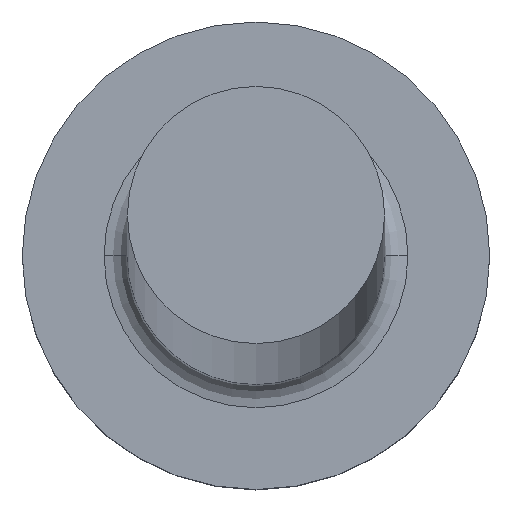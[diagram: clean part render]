
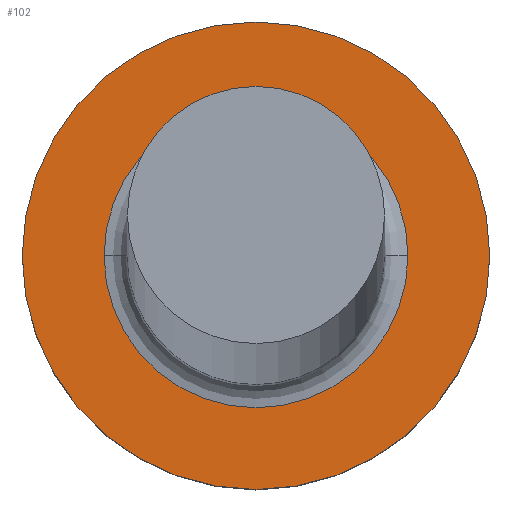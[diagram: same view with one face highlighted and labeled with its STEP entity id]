
A CAD part, top view. The second image highlights one B-rep face of the part: STEP entity #102.
In plain terms, the highlighted planar face has unit normal (0, 0, 1).
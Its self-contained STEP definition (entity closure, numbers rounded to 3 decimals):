
#13 = VERTEX_POINT ( 'NONE', #258 ) ;
#17 = VERTEX_POINT ( 'NONE', #67 ) ;
#19 = DIRECTION ( 'NONE',  ( 1., 0., 0. ) ) ;
#25 = CARTESIAN_POINT ( 'NONE',  ( 0., 0., 2. ) ) ;
#31 = CARTESIAN_POINT ( 'NONE',  ( 1.3, 0., 2. ) ) ;
#33 = ORIENTED_EDGE ( 'NONE', *, *, #232, .T. ) ;
#47 = FACE_OUTER_BOUND ( 'NONE', #132, .T. ) ;
#67 = CARTESIAN_POINT ( 'NONE',  ( -2., 0., 2. ) ) ;
#70 = PLANE ( 'NONE',  #91 ) ;
#71 = CIRCLE ( 'NONE', #179, 2. ) ;
#79 = EDGE_CURVE ( 'NONE', #302, #285, #262, .T. ) ;
#82 = EDGE_LOOP ( 'NONE', ( #153, #128 ) ) ;
#88 = CARTESIAN_POINT ( 'NONE',  ( 0., 0., 2. ) ) ;
#91 = AXIS2_PLACEMENT_3D ( 'NONE', #88, #159, #281 ) ;
#97 = EDGE_CURVE ( 'NONE', #13, #17, #71, .T. ) ;
#102 = ADVANCED_FACE ( 'NONE', ( #263, #47 ), #70, .T. ) ;
#103 = CIRCLE ( 'NONE', #141, 1.3 ) ;
#116 = AXIS2_PLACEMENT_3D ( 'NONE', #299, #187, #19 ) ;
#123 = DIRECTION ( 'NONE',  ( 0., 0., -1. ) ) ;
#128 = ORIENTED_EDGE ( 'NONE', *, *, #211, .T. ) ;
#131 = ORIENTED_EDGE ( 'NONE', *, *, #97, .T. ) ;
#132 = EDGE_LOOP ( 'NONE', ( #33, #131 ) ) ;
#141 = AXIS2_PLACEMENT_3D ( 'NONE', #166, #123, #146 ) ;
#146 = DIRECTION ( 'NONE',  ( 1., 0., 0. ) ) ;
#153 = ORIENTED_EDGE ( 'NONE', *, *, #79, .T. ) ;
#159 = DIRECTION ( 'NONE',  ( 0., 0., 1. ) ) ;
#160 = DIRECTION ( 'NONE',  ( 0., 0., 1. ) ) ;
#164 = DIRECTION ( 'NONE',  ( 0., 0., 1. ) ) ;
#166 = CARTESIAN_POINT ( 'NONE',  ( 0., 0., 2. ) ) ;
#176 = AXIS2_PLACEMENT_3D ( 'NONE', #243, #164, #242 ) ;
#179 = AXIS2_PLACEMENT_3D ( 'NONE', #25, #160, #200 ) ;
#182 = CIRCLE ( 'NONE', #176, 2. ) ;
#187 = DIRECTION ( 'NONE',  ( 0., 0., -1. ) ) ;
#200 = DIRECTION ( 'NONE',  ( 1., 0., 0. ) ) ;
#211 = EDGE_CURVE ( 'NONE', #285, #302, #103, .T. ) ;
#219 = CARTESIAN_POINT ( 'NONE',  ( -1.3, 0., 2. ) ) ;
#232 = EDGE_CURVE ( 'NONE', #17, #13, #182, .T. ) ;
#242 = DIRECTION ( 'NONE',  ( 1., 0., 0. ) ) ;
#243 = CARTESIAN_POINT ( 'NONE',  ( 0., 0., 2. ) ) ;
#258 = CARTESIAN_POINT ( 'NONE',  ( 2., 0., 2. ) ) ;
#262 = CIRCLE ( 'NONE', #116, 1.3 ) ;
#263 = FACE_BOUND ( 'NONE', #82, .T. ) ;
#281 = DIRECTION ( 'NONE',  ( 1., 0., 0. ) ) ;
#285 = VERTEX_POINT ( 'NONE', #219 ) ;
#299 = CARTESIAN_POINT ( 'NONE',  ( 0., 0., 2. ) ) ;
#302 = VERTEX_POINT ( 'NONE', #31 ) ;
